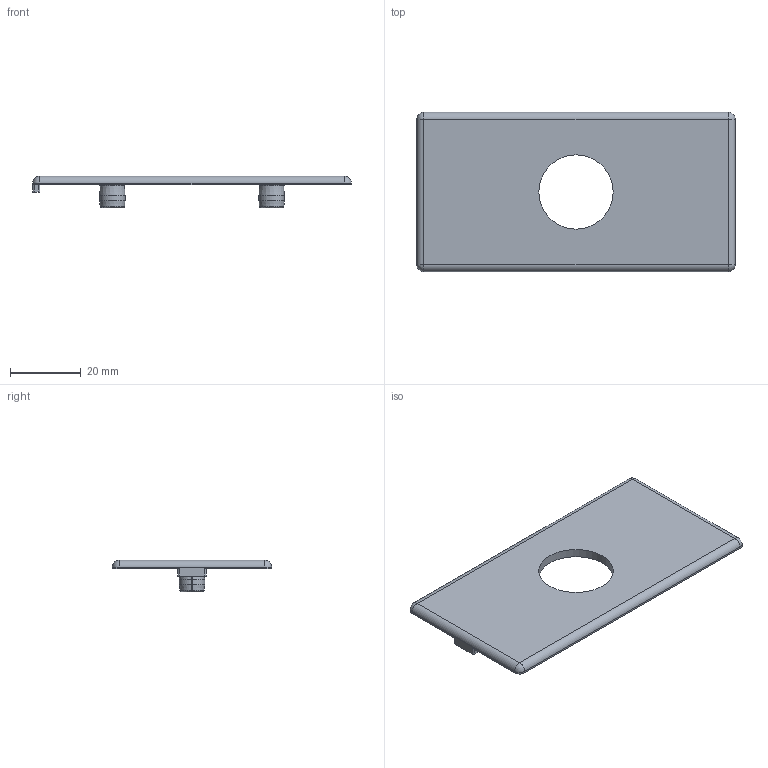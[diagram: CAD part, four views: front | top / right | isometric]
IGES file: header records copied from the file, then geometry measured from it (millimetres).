
Global section: file name: 850004.stp.ipt; native system: Autodesk Inventor 2014; preprocessor: unknown; author: zeman; date: 20151020.100253; units: millimetre
Bounding box: 90 x 45 x 8.99 mm (x, y, z)
Volume: 9412.6 mm3; surface area: 8525.1 mm2
Topology: 1 solids, 1 shells, 63 faces, 163 edges, 102 vertices
Faces by surface type: plane 18, revolution 17, cylinder 16, cone 8, sphere 4
